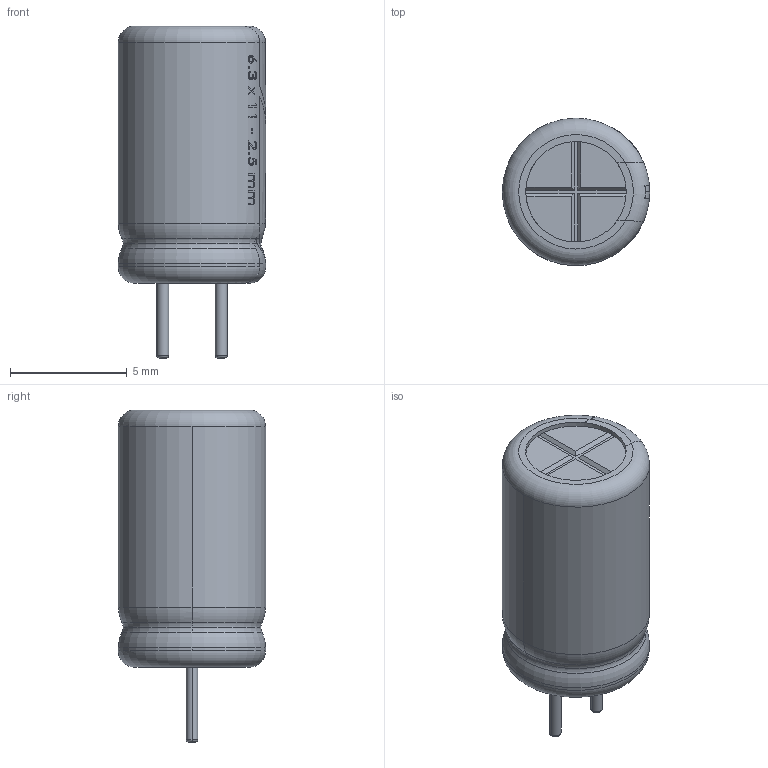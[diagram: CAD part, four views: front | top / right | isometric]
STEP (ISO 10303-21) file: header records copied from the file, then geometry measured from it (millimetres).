
FILE_DESCRIPTION(('CAx-IF Rec.Pracs.---Model Styling and Organization---1.5---2016-08-15','CAx-IF Rec.Pracs.---Geometric and Assembly Validation Properties---4.4---2016-08-17','CAx-IF Rec.Pracs.---User Defined Attributes---1.5---2016-08-15','CAx-IF Rec.Pracs.---External References---2.1---2005-01-19'),'2;1');
FILE_NAME('CP_Radial_D6.3mm_P2.50mm_L11.2mm.step','2020-08-13T18:00:17',('Unspecified'),('Unspecified'),'CAD Exchanger 3.8.1 (cadexchanger.com)','Unspecified','');
FILE_SCHEMA(('AUTOMOTIVE_DESIGN { 1 0 10303 214 1 1 1 1 }'));
Length unit declared in the file: millimetre
Products named in the file (1): User Library-Cap-EL(6.3x11-2.5)
Bounding box: 6.3 x 6.3 x 14.2 mm (x, y, z)
Volume: 192 mm3; surface area: 446 mm2
Topology: 1 solids, 2 shells, 457 faces, 1209 edges, 800 vertices
Faces by surface type: plane 212, bspline 152, cylinder 62, torus 31
Entity records: 24009 total; most frequent: CARTESIAN_POINT 10317, ORIENTED_EDGE 2418, DIRECTION 1513, EDGE_CURVE 1209, VERTEX_POINT 800, AXIS2_PLACEMENT_3D 551, B_SPLINE_CURVE_WITH_KNOTS 541, FACE_BOUND 501
